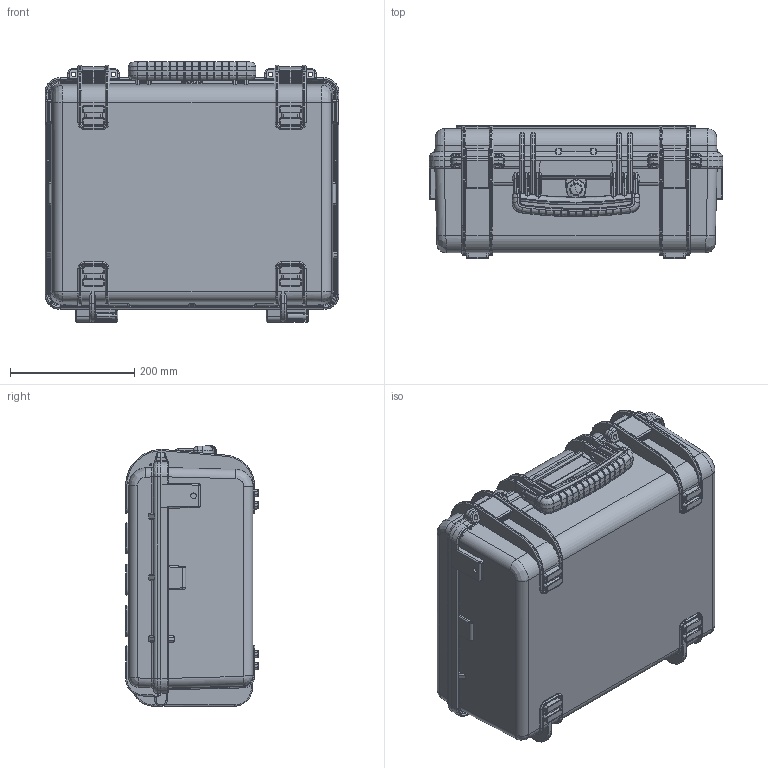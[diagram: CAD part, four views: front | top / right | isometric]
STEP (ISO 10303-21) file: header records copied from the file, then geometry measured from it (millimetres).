
FILE_DESCRIPTION (( 'STEP AP203' ), '1' );
FILE_NAME ('ZG-1714-0602.STEP', '2014-08-05T19:11:44', ( '' ), ( '' ), 'SwSTEP 2.0', 'SolidWorks 2014', '' );
FILE_SCHEMA (( 'CONFIG_CONTROL_DESIGN' ));
Length unit declared in the file: inch
Products named in the file (1): ZG-1714-0602
Bounding box: 473.9 x 214 x 419.98 mm (x, y, z)
Surface area: 1503739.2 mm2 (no closed solid volume)
Topology: 0 solids, 43 shells, 3122 faces, 9468 edges, 6269 vertices
Faces by surface type: cylinder 999, plane 967, bspline 818, cone 234, torus 64, sphere 40
Entity records: 167454 total; most frequent: CARTESIAN_POINT 91573, ORIENTED_EDGE 16857, DIRECTION 13224, EDGE_CURVE 9433, VERTEX_POINT 6269, AXIS2_PLACEMENT_3D 4571, VECTOR 4082, LINE 4082
